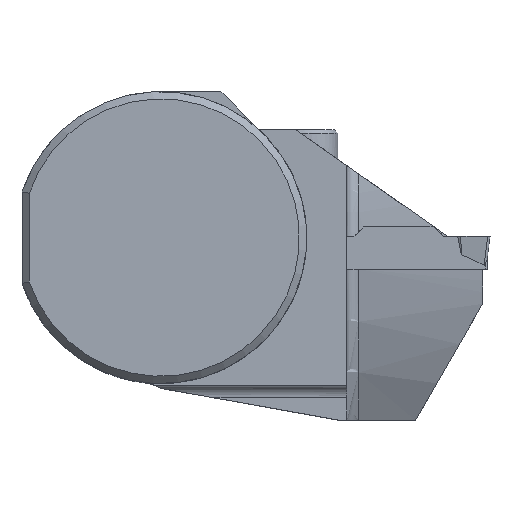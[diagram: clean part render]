
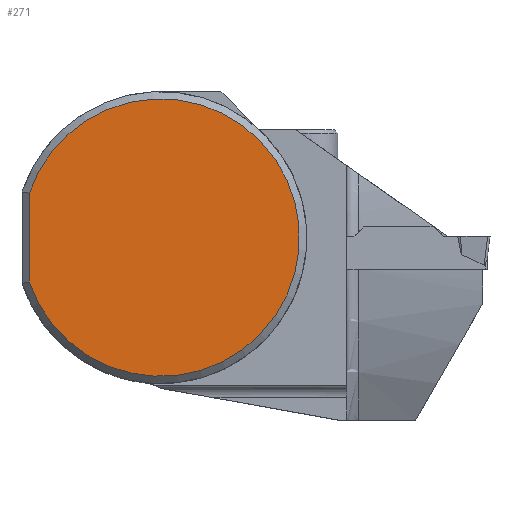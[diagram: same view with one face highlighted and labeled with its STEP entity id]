
A CAD part, top view. The second image highlights one B-rep face of the part: STEP entity #271.
In plain terms, the highlighted planar face has unit normal (0, 0, 1).
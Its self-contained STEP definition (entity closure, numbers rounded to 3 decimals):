
#271=ADVANCED_FACE('',(#413),#346,.F.);
#346=PLANE('',#1960);
#413=FACE_OUTER_BOUND('',#506,.T.);
#506=EDGE_LOOP('',(#1172,#1173));
#651=LINE('',#3152,#794);
#794=VECTOR('',#2355,1.);
#1172=ORIENTED_EDGE('',*,*,#1681,.F.);
#1173=ORIENTED_EDGE('',*,*,#1685,.F.);
#1465=VERTEX_POINT('',#3146);
#1466=VERTEX_POINT('',#3151);
#1681=EDGE_CURVE('',#1466,#1465,#651,.T.);
#1685=EDGE_CURVE('',#1465,#1466,#1766,.T.);
#1766=CIRCLE('',#1958,19.);
#1958=AXIS2_PLACEMENT_3D('',#3162,#2371,#2372);
#1960=AXIS2_PLACEMENT_3D('',#3164,#2375,#2376);
#2355=DIRECTION('',(0.,1.,0.));
#2371=DIRECTION('',(0.,0.,-1.));
#2372=DIRECTION('',(-1.,0.,0.));
#2375=DIRECTION('',(0.,0.,-1.));
#2376=DIRECTION('',(1.,0.,0.));
#3146=CARTESIAN_POINT('',(-18.,6.083,0.325));
#3151=CARTESIAN_POINT('',(-18.,-6.083,0.325));
#3152=CARTESIAN_POINT('',(-18.,20.,0.325));
#3162=CARTESIAN_POINT('',(0.,0.,0.325));
#3164=CARTESIAN_POINT('',(0.,19.,0.325));
